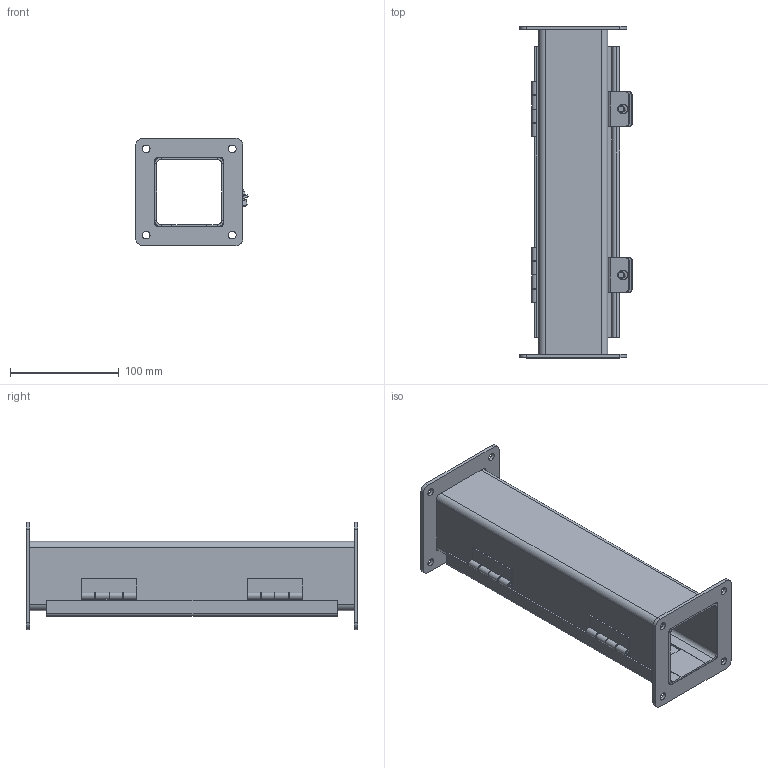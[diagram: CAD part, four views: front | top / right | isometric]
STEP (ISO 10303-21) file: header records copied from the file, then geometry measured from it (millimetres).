
FILE_DESCRIPTION(/* description */ ('JW, BTB, CRS, 12X2.5X2.5'),/* implementation_level */ '2;1');
FILE_NAME(/* name */ 'JW21.iam.stp',/* time_stamp */ '2014-09-17T09:12:41-06:00',/* author */ ('tkorenak'),/* organization */ (''),/* preprocessor_version */ 'ST-DEVELOPER v15.2',/* originating_system */ 'Autodesk Inventor 2014',/* authorisation */ '');
FILE_SCHEMA (('AUTOMOTIVE_DESIGN { 1 0 10303 214 3 1 1 }'));
Length unit declared in the file: inch
Products named in the file (13): JW21_BTB; JW2_RING; JW21_LID; JW2_SPC; JW21_GASKET; H6050139T; H6050139L; H6050139P; H6050139; 372134; C1001; C1002; JW21
Bounding box: 103.55 x 304.8 x 98.42 mm (x, y, z)
Volume: 250540.7 mm3; surface area: 254463 mm2
Topology: 19 solids, 19 shells, 302 faces, 726 edges, 464 vertices
Faces by surface type: plane 206, cylinder 88, cone 4, sphere 4
Full cylindrical faces by diameter (mm): 3.048 x2, 3.302 x8, 4.978 x2, 6.35 x2, 7.144 x8, 8.738 x2, 10.402 x2
Entity records: 5737 total; most frequent: DIRECTION 984, CARTESIAN_POINT 921, ORIENTED_EDGE 852, EDGE_CURVE 426, AXIS2_PLACEMENT_3D 337, LINE 310, VECTOR 310, VERTEX_POINT 274
